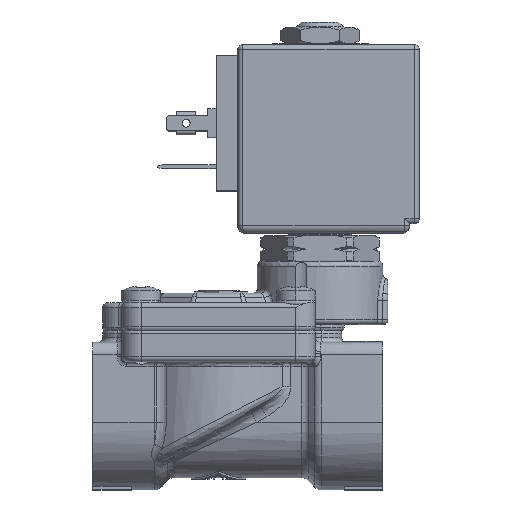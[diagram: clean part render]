
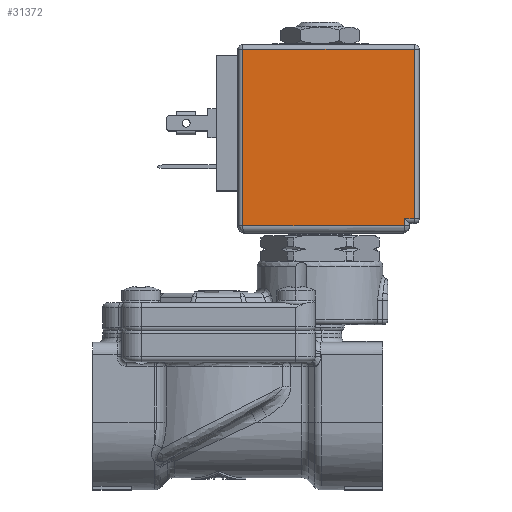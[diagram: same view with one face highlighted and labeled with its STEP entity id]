
A CAD part, top view. The second image highlights one B-rep face of the part: STEP entity #31372.
In plain terms, the highlighted planar face has unit normal (0, 0, 1).
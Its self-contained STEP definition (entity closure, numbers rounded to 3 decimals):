
#28786=DIRECTION('',(1.,0.,0.));
#28787=VECTOR('',#28786,33.5);
#28788=CARTESIAN_POINT('',(-16.,-3.5,
15.));
#28789=LINE('',#28788,#28787);
#28793=DIRECTION('',(0.,1.,0.));
#28794=VECTOR('',#28793,36.5);
#28795=CARTESIAN_POINT('',(-16.,-3.5,
15.));
#28796=LINE('',#28795,#28794);
#28800=DIRECTION('',(-1.,0.,0.));
#28801=VECTOR('',#28800,35.5);
#28802=CARTESIAN_POINT('',(19.5,33.,15.));
#28803=LINE('',#28802,#28801);
#28807=DIRECTION('',(0.,1.,0.));
#28808=VECTOR('',#28807,35.);
#28809=CARTESIAN_POINT('',(19.5,-2.,15.));
#28810=LINE('',#28809,#28808);
#28814=DIRECTION('',(1.,0.,0.));
#28815=VECTOR('',#28814,2.);
#28816=CARTESIAN_POINT('',(17.5,-2.,15.));
#28817=LINE('',#28816,#28815);
#28821=DIRECTION('',(0.,1.,0.));
#28822=VECTOR('',#28821,1.5);
#28823=CARTESIAN_POINT('',(17.5,-3.5,
15.));
#28824=LINE('',#28823,#28822);
#28902=CARTESIAN_POINT('',(17.5,-2.,15.));
#30661=CARTESIAN_POINT('',(-16.,-3.5,
15.));
#30662=CARTESIAN_POINT('',(17.5,-3.5,
15.));
#30663=VERTEX_POINT('',#30661);
#30664=VERTEX_POINT('',#30662);
#30679=CARTESIAN_POINT('',(-16.,33.,15.));
#30680=VERTEX_POINT('',#30679);
#30689=CARTESIAN_POINT('',(19.5,33.,15.));
#30690=VERTEX_POINT('',#30689);
#30703=CARTESIAN_POINT('',(19.5,-2.,15.));
#30704=VERTEX_POINT('',#30703);
#30706=VERTEX_POINT('',#28902);
#31354=CARTESIAN_POINT('',(0.,34.,15.));
#31355=DIRECTION('',(0.,0.,1.));
#31356=DIRECTION('',(1.,0.,0.));
#31357=AXIS2_PLACEMENT_3D('',#31354,#31355,#31356);
#31358=PLANE('',#31357);
#31360=ORIENTED_EDGE('',*,*,#31359,.F.);
#31361=ORIENTED_EDGE('',*,*,#31342,.T.);
#31363=ORIENTED_EDGE('',*,*,#31362,.F.);
#31365=ORIENTED_EDGE('',*,*,#31364,.F.);
#31367=ORIENTED_EDGE('',*,*,#31366,.F.);
#31369=ORIENTED_EDGE('',*,*,#31368,.F.);
#31370=EDGE_LOOP('',(#31360,#31361,#31363,#31365,#31367,#31369));
#31371=FACE_OUTER_BOUND('',#31370,.F.);
#31372=ADVANCED_FACE('',(#31371),#31358,.T.);
#31342=EDGE_CURVE('',#30663,#30680,#28796,.T.);
#31359=EDGE_CURVE('',#30663,#30664,#28789,.T.);
#31362=EDGE_CURVE('',#30690,#30680,#28803,.T.);
#31364=EDGE_CURVE('',#30704,#30690,#28810,.T.);
#31366=EDGE_CURVE('',#30706,#30704,#28817,.T.);
#31368=EDGE_CURVE('',#30664,#30706,#28824,.T.);
